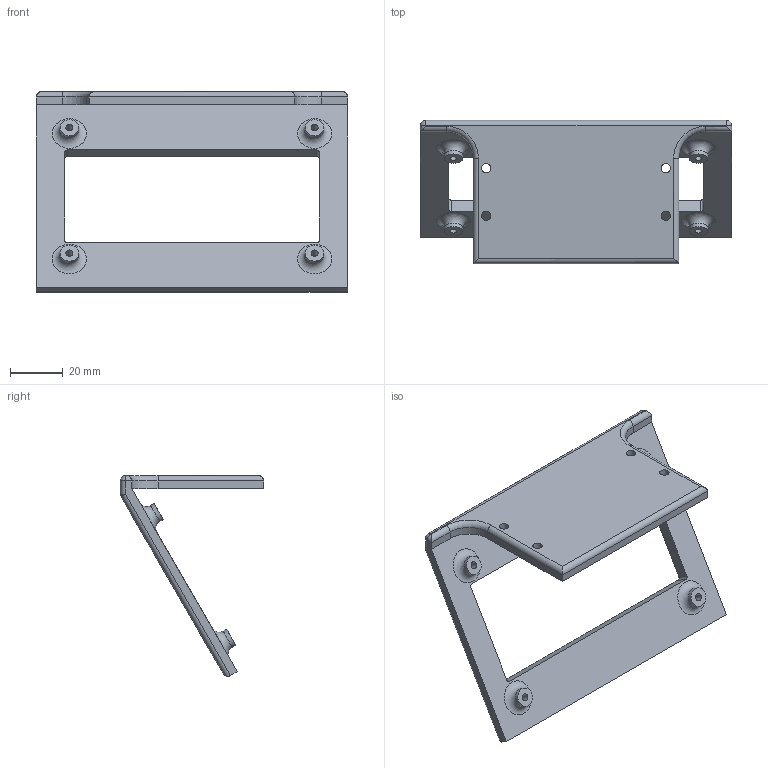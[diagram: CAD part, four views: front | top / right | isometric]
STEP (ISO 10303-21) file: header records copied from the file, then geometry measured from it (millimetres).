
FILE_DESCRIPTION(/* description */ ('','CAx-IF Rec.Pracs.---Representation and Presentation of Product Manufacturing Information (PMI)---4.0---2014-10-13'),/* implementation_level */ '2;1');
FILE_NAME(/* name */ '2004 LCD Mount DIN Mount.step',/* time_stamp */ '2024-12-31T04:42:53+09:00',/* author */ (''),/* organization */ (''),/* preprocessor_version */ 'ST-DEVELOPER v20',/* originating_system */ 'Autodesk Translation Framework v13.20.0.188',/* authorisation */ '');
FILE_SCHEMA (('AP242_MANAGED_MODEL_BASED_3D_ENGINEERING_MIM_LF { 1 0 10303 442 1 1 4 }'));
Length unit declared in the file: millimetre
Products named in the file (1): 2004 LCD Mount
Bounding box: 118 x 54.33 x 76.05 mm (x, y, z)
Volume: 50462.3 mm3; surface area: 24343.8 mm2
Topology: 1 solids, 1 shells, 75 faces, 159 edges, 98 vertices
Faces by surface type: cylinder 36, plane 29, torus 6, sphere 4
Full cylindrical faces by diameter (mm): 2.7 x4, 3.5 x4, 6 x4, 7 x4
Entity records: 2063 total; most frequent: DIRECTION 391, CARTESIAN_POINT 333, ORIENTED_EDGE 318, EDGE_CURVE 159, AXIS2_PLACEMENT_3D 156, VERTEX_POINT 98, EDGE_LOOP 97, LINE 79
